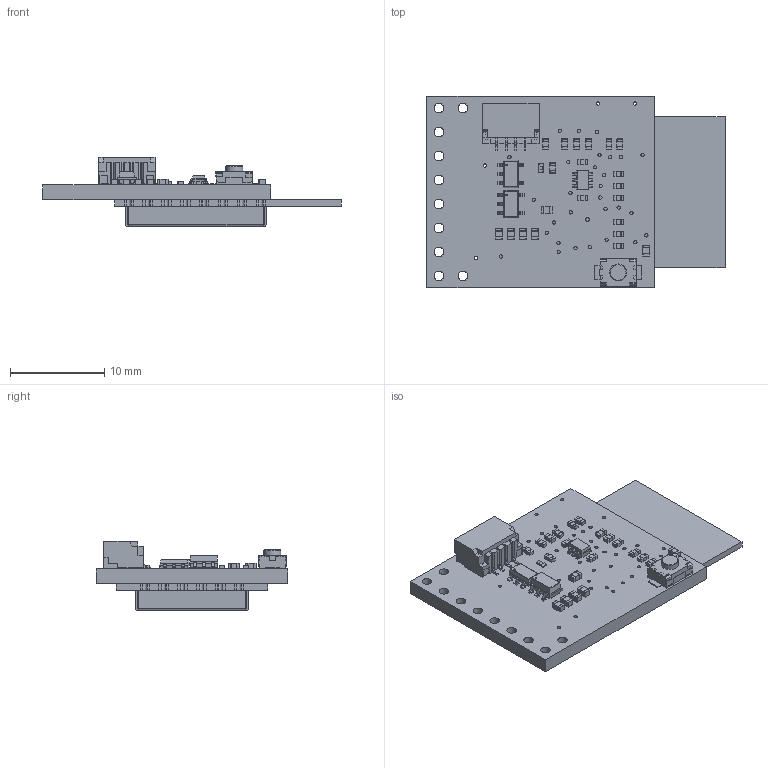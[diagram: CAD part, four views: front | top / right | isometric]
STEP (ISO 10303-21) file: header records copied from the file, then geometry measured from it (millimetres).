
FILE_DESCRIPTION(/* description */ (''),/* implementation_level */ '2;1');
FILE_NAME(/* name */ 'MicroESP32-C3.step',/* time_stamp */ '2022-04-05T15:15:47+02:00',/* author */ (''),/* organization */ (''),/* preprocessor_version */ 'ST-DEVELOPER v18.1',/* originating_system */ 'Autodesk Translation Framework v10.14.0.1471',/* authorisation */ '');
FILE_SCHEMA (('AUTOMOTIVE_DESIGN { 1 0 10303 214 3 1 1 }'));
Length unit declared in the file: millimetre
Products named in the file (52): MicroESP32-C3; Board; Packages; LASKAKIT_HEART_3MM; LASKKIT_10MM_SILKSCREEN; CHIPLED_0402; SC70-6; AI-THINKERESP-C3-12F; 33567374; Part 25; Part 24; Part 23; Part 22; Part 21; Part 19; Part 20; Part 17; Part 18; Part 15; Part 16; Part 13; Part 14; Part 11; Part 12; Part 9; Part 10; Part 7; Part 8; PIN2; Part 5; PIN 1; ANT; Surface 4; Surface 5; Surface 1; Surface 2; Surface 3; CAN; PCB; SOT-23-5 ...
Assembly tree (70 placements, depth 5):
  MicroESP32-C3
    Board
    Packages
      LASKAKIT_HEART_3MM
      LASKKIT_10MM_SILKSCREEN
      CHIPLED_0402
      SC70-6
      AI-THINKERESP-C3-12F
        33567374
          Part 25
          Part 24
          Part 23
          Part 22
          Part 21
          Part 19
          Part 20
          Part 17
          Part 18
          Part 15
          Part 16
          Part 13
          Part 14
          Part 11
          Part 12
          Part 9
          Part 10
          Part 7
          Part 8
          PIN2
          Part 5
          PIN 1
          ANT
          Surface 4
          Surface 5
          Surface 1
          Surface 2
          Surface 3
          CAN
          PCB
      SOT-23-5
        Body
        PinsArrayL
        PinsArrayR
      SOT23-5
        Body (1)
        PinsArrayL (1)
        PinsArrayR (1)
      TS1088R02026
      C0402  x6
      R0402  x15
      USUP_4MM_SILKSCREEN
      1X04_1MM_RA
Bounding box: 31.6 x 20.32 x 7.32 mm (x, y, z)
Volume: 1149.6 mm3; surface area: 3215.2 mm2
Topology: 80 solids, 85 shells, 2506 faces, 5772 edges, 3469 vertices
Faces by surface type: plane 1264, cylinder 849, sphere 360, bspline 32, cone 1
Full cylindrical faces by diameter (mm): 0.203 x2, 0.35 x40, 0.48 x16, 0.5 x32, 1.016 x10, 1.8 x1
Entity records: 47709 total; most frequent: CARTESIAN_POINT 9405, ORIENTED_EDGE 7404, DIRECTION 7347, EDGE_CURVE 3720, LINE 2859, VECTOR 2859, VERTEX_POINT 2405, AXIS2_PLACEMENT_3D 2244
